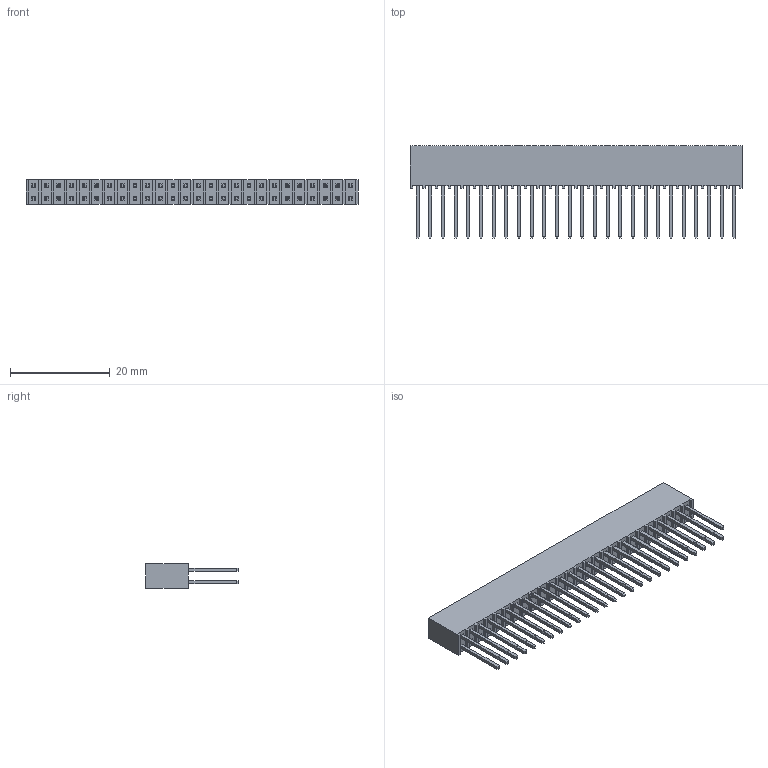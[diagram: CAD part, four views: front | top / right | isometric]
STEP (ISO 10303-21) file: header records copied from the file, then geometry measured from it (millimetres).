
FILE_DESCRIPTION(/* description */ ('STEP AP214'),/* implementation_level */ '2;1');
FILE_NAME(/* name */ 'SSQ-126-03-G-D',/* time_stamp */ '2022-08-15T17:25:17+02:00',/* author */ ('License CC BY-ND 4.0'),/* organization */ ('CADENAS'),/* preprocessor_version */ 'ST-DEVELOPER v18.102',/* originating_system */ 'PARTsolutions',/* authorisation */ ' ');
FILE_SCHEMA (('AUTOMOTIVE_DESIGN {1 0 10303 214 3 1 1}'));
Length unit declared in the file: inch
Products named in the file (3): SSQ-126-03-G-D; P2SSQ-126-03-G-D; T1SSQ-126-03-G-D
Assembly tree (2 placements, depth 2):
  SSQ-126-03-G-D
    P2SSQ-126-03-G-D
    T1SSQ-126-03-G-D
Bounding box: 66.55 x 18.52 x 4.95 mm (x, y, z)
Volume: 2671 mm3; surface area: 5123.9 mm2
Topology: 2 solids, 2 shells, 728 faces, 2016 edges, 1344 vertices
Faces by surface type: plane 728
Entity records: 23026 total; most frequent: CARTESIAN_POINT 4091, ORIENTED_EDGE 4032, DIRECTION 3478, EDGE_CURVE 2016, LINE 2016, VECTOR 2016, VERTEX_POINT 1344, EDGE_LOOP 884
